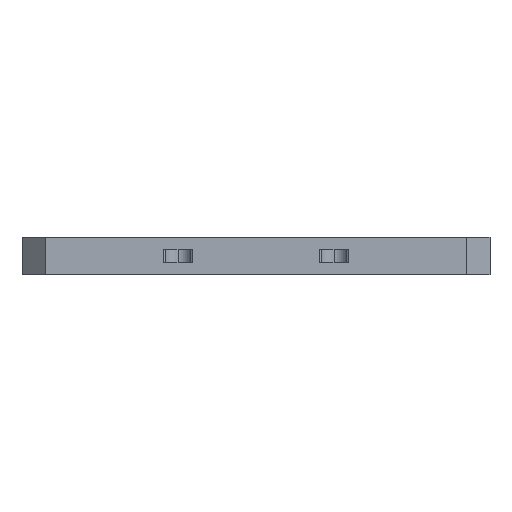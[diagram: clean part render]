
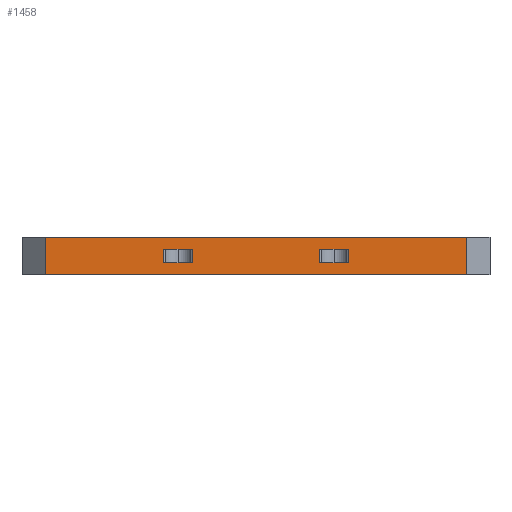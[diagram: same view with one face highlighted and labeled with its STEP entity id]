
A CAD part, left-side view. The second image highlights one B-rep face of the part: STEP entity #1458.
In plain terms, the highlighted planar face has unit normal (-1, 0, 0).
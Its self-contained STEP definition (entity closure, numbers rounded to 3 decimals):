
#114=CARTESIAN_POINT('',(1274.,-1521.8,0.));
#115=VERTEX_POINT('',#114);
#122=CARTESIAN_POINT('',(1274.,-1446.2,0.));
#123=VERTEX_POINT('',#122);
#124=CARTESIAN_POINT('',(1274.,-1446.2,0.));
#125=DIRECTION('',(-0.,-1.,-0.));
#126=VECTOR('',#125,75.6);
#127=LINE('',#124,#126);
#128=EDGE_CURVE('',#123,#115,#127,.T.);
#1360=CARTESIAN_POINT('',(1274.,-1463.962,6.8));
#1361=DIRECTION('',(1.,0.,0.));
#1362=DIRECTION('',(0.,0.,-1.));
#1363=AXIS2_PLACEMENT_3D('',#1360,#1361,#1362);
#1364=PLANE('',#1363);
#1365=CARTESIAN_POINT('',(1274.,-1467.433,4.6));
#1366=VERTEX_POINT('',#1365);
#1367=CARTESIAN_POINT('',(1274.,-1472.567,4.6));
#1368=VERTEX_POINT('',#1367);
#1369=CARTESIAN_POINT('',(1274.,-1467.433,4.6));
#1370=DIRECTION('',(-0.,-1.,-0.));
#1371=VECTOR('',#1370,5.134);
#1372=LINE('',#1369,#1371);
#1373=EDGE_CURVE('',#1366,#1368,#1372,.T.);
#1374=ORIENTED_EDGE('',*,*,#1373,.T.);
#1375=CARTESIAN_POINT('',(1274.,-1472.567,2.2));
#1376=VERTEX_POINT('',#1375);
#1377=CARTESIAN_POINT('',(1274.,-1472.567,2.2));
#1378=DIRECTION('',(-0.,-0.,1.));
#1379=VECTOR('',#1378,2.4);
#1380=LINE('',#1377,#1379);
#1381=EDGE_CURVE('',#1376,#1368,#1380,.T.);
#1382=ORIENTED_EDGE('',*,*,#1381,.F.);
#1383=CARTESIAN_POINT('',(1274.,-1467.433,2.2));
#1384=VERTEX_POINT('',#1383);
#1385=CARTESIAN_POINT('',(1274.,-1467.433,2.2));
#1386=DIRECTION('',(0.,-1.,0.));
#1387=VECTOR('',#1386,5.134);
#1388=LINE('',#1385,#1387);
#1389=EDGE_CURVE('',#1384,#1376,#1388,.T.);
#1390=ORIENTED_EDGE('',*,*,#1389,.F.);
#1391=CARTESIAN_POINT('',(1274.,-1467.433,4.6));
#1392=DIRECTION('',(0.,0.,-1.));
#1393=VECTOR('',#1392,2.4);
#1394=LINE('',#1391,#1393);
#1395=EDGE_CURVE('',#1366,#1384,#1394,.T.);
#1396=ORIENTED_EDGE('',*,*,#1395,.F.);
#1397=EDGE_LOOP('',(#1374,#1382,#1390,#1396));
#1398=FACE_BOUND('',#1397,.T.);
#1399=CARTESIAN_POINT('',(1274.,-1521.8,6.8));
#1400=VERTEX_POINT('',#1399);
#1401=CARTESIAN_POINT('',(1274.,-1521.8,0.));
#1402=DIRECTION('',(-0.,-0.,1.));
#1403=VECTOR('',#1402,6.8);
#1404=LINE('',#1401,#1403);
#1405=EDGE_CURVE('',#115,#1400,#1404,.T.);
#1406=ORIENTED_EDGE('',*,*,#1405,.T.);
#1407=CARTESIAN_POINT('',(1274.,-1446.2,6.8));
#1408=VERTEX_POINT('',#1407);
#1409=CARTESIAN_POINT('',(1274.,-1446.2,6.8));
#1410=DIRECTION('',(-0.,-1.,-0.));
#1411=VECTOR('',#1410,75.6);
#1412=LINE('',#1409,#1411);
#1413=EDGE_CURVE('',#1408,#1400,#1412,.T.);
#1414=ORIENTED_EDGE('',*,*,#1413,.F.);
#1415=CARTESIAN_POINT('',(1274.,-1446.2,6.8));
#1416=DIRECTION('',(0.,0.,-1.));
#1417=VECTOR('',#1416,6.8);
#1418=LINE('',#1415,#1417);
#1419=EDGE_CURVE('',#1408,#123,#1418,.T.);
#1420=ORIENTED_EDGE('',*,*,#1419,.T.);
#1421=ORIENTED_EDGE('',*,*,#128,.T.);
#1422=EDGE_LOOP('',(#1406,#1414,#1420,#1421));
#1423=FACE_BOUND('',#1422,.T.);
#1424=CARTESIAN_POINT('',(1274.,-1495.433,4.6));
#1425=VERTEX_POINT('',#1424);
#1426=CARTESIAN_POINT('',(1274.,-1500.567,4.6));
#1427=VERTEX_POINT('',#1426);
#1428=CARTESIAN_POINT('',(1274.,-1495.433,4.6));
#1429=DIRECTION('',(-0.,-1.,-0.));
#1430=VECTOR('',#1429,5.134);
#1431=LINE('',#1428,#1430);
#1432=EDGE_CURVE('',#1425,#1427,#1431,.T.);
#1433=ORIENTED_EDGE('',*,*,#1432,.T.);
#1434=CARTESIAN_POINT('',(1274.,-1500.567,2.2));
#1435=VERTEX_POINT('',#1434);
#1436=CARTESIAN_POINT('',(1274.,-1500.567,2.2));
#1437=DIRECTION('',(-0.,-0.,1.));
#1438=VECTOR('',#1437,2.4);
#1439=LINE('',#1436,#1438);
#1440=EDGE_CURVE('',#1435,#1427,#1439,.T.);
#1441=ORIENTED_EDGE('',*,*,#1440,.F.);
#1442=CARTESIAN_POINT('',(1274.,-1495.433,2.2));
#1443=VERTEX_POINT('',#1442);
#1444=CARTESIAN_POINT('',(1274.,-1495.433,2.2));
#1445=DIRECTION('',(0.,-1.,0.));
#1446=VECTOR('',#1445,5.134);
#1447=LINE('',#1444,#1446);
#1448=EDGE_CURVE('',#1443,#1435,#1447,.T.);
#1449=ORIENTED_EDGE('',*,*,#1448,.F.);
#1450=CARTESIAN_POINT('',(1274.,-1495.433,4.6));
#1451=DIRECTION('',(0.,0.,-1.));
#1452=VECTOR('',#1451,2.4);
#1453=LINE('',#1450,#1452);
#1454=EDGE_CURVE('',#1425,#1443,#1453,.T.);
#1455=ORIENTED_EDGE('',*,*,#1454,.F.);
#1456=EDGE_LOOP('',(#1433,#1441,#1449,#1455));
#1457=FACE_BOUND('',#1456,.T.);
#1458=ADVANCED_FACE('',(#1398,#1423,#1457),#1364,.F.);
